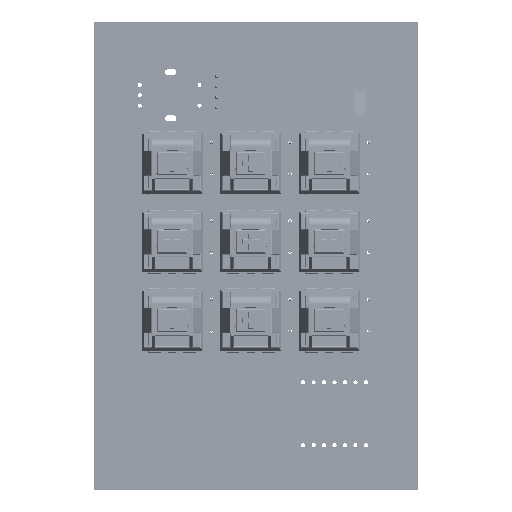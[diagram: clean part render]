
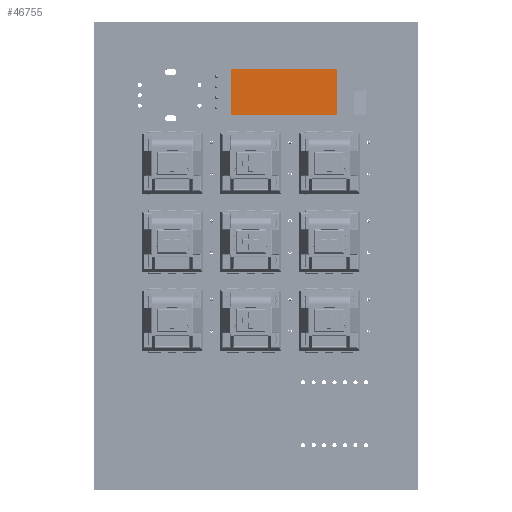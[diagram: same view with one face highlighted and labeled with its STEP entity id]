
A CAD part, top view. The second image highlights one B-rep face of the part: STEP entity #46755.
In plain terms, the highlighted planar face has unit normal (0, 0, 1).
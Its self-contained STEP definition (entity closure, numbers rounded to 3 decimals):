
#46646 = VERTEX_POINT('',#46647);
#46647 = CARTESIAN_POINT('',(11.7,5.65,2.51));
#46653 = EDGE_CURVE('',#46654,#46646,#46656,.T.);
#46654 = VERTEX_POINT('',#46655);
#46655 = CARTESIAN_POINT('',(11.7,-5.65,2.51));
#46656 = LINE('',#46657,#46658);
#46657 = CARTESIAN_POINT('',(11.7,5.65,2.51));
#46658 = VECTOR('',#46659,1.);
#46659 = DIRECTION('',(0.,1.,0.));
#46684 = EDGE_CURVE('',#46685,#46654,#46687,.T.);
#46685 = VERTEX_POINT('',#46686);
#46686 = CARTESIAN_POINT('',(-14.1,-5.65,2.51));
#46687 = LINE('',#46688,#46689);
#46688 = CARTESIAN_POINT('',(11.7,-5.65,2.51));
#46689 = VECTOR('',#46690,1.);
#46690 = DIRECTION('',(1.,0.,0.));
#46715 = EDGE_CURVE('',#46716,#46685,#46718,.T.);
#46716 = VERTEX_POINT('',#46717);
#46717 = CARTESIAN_POINT('',(-14.1,5.65,2.51));
#46718 = LINE('',#46719,#46720);
#46719 = CARTESIAN_POINT('',(-14.1,-5.65,2.51));
#46720 = VECTOR('',#46721,1.);
#46721 = DIRECTION('',(0.,-1.,0.));
#46744 = EDGE_CURVE('',#46646,#46716,#46745,.T.);
#46745 = LINE('',#46746,#46747);
#46746 = CARTESIAN_POINT('',(-14.1,5.65,2.51));
#46747 = VECTOR('',#46748,1.);
#46748 = DIRECTION('',(-1.,0.,0.));
#46755 = ADVANCED_FACE('',(#46756),#46762,.T.);
#46756 = FACE_BOUND('',#46757,.T.);
#46757 = EDGE_LOOP('',(#46758,#46759,#46760,#46761));
#46758 = ORIENTED_EDGE('',*,*,#46744,.T.);
#46759 = ORIENTED_EDGE('',*,*,#46715,.T.);
#46760 = ORIENTED_EDGE('',*,*,#46684,.T.);
#46761 = ORIENTED_EDGE('',*,*,#46653,.T.);
#46762 = PLANE('',#46763);
#46763 = AXIS2_PLACEMENT_3D('',#46764,#46765,#46766);
#46764 = CARTESIAN_POINT('',(-1.2,0.,2.51));
#46765 = DIRECTION('',(0.,0.,1.));
#46766 = DIRECTION('',(1.,0.,-0.));
